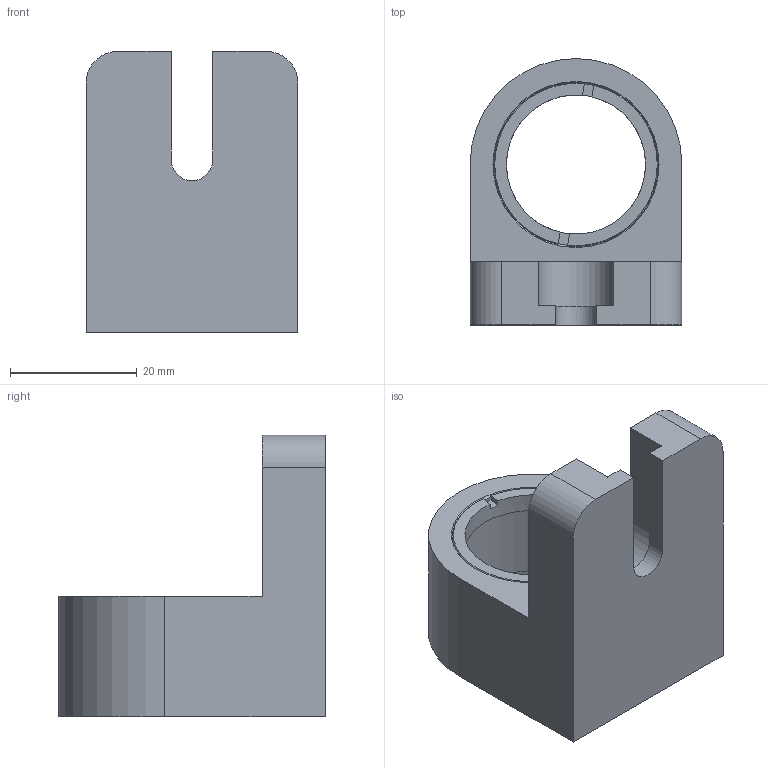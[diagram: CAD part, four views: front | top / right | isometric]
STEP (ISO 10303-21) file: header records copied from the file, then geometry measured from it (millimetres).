
FILE_DESCRIPTION (( 'STEP AP203' ), '1' );
FILE_NAME ('Web Model 36410_36410.step', '2017-10-30T18:34:06', ( '' ), ( '' ), 'SwSTEP 2.0', 'SolidWorks 2016', '' );
FILE_SCHEMA (( 'CONFIG_CONTROL_DESIGN' ));
Length unit declared in the file: millimetre
Products named in the file (1): Web Model 36410_36410
Bounding box: 33.5 x 42.15 x 44.45 mm (x, y, z)
Volume: 21443.8 mm3; surface area: 8441.4 mm2
Topology: 1 solids, 1 shells, 50 faces, 133 edges, 88 vertices
Faces by surface type: plane 28, cylinder 15, cone 7
Entity records: 1664 total; most frequent: CARTESIAN_POINT 320, ORIENTED_EDGE 266, DIRECTION 265, EDGE_CURVE 133, AXIS2_PLACEMENT_3D 97, VERTEX_POINT 88, VECTOR 71, LINE 71
